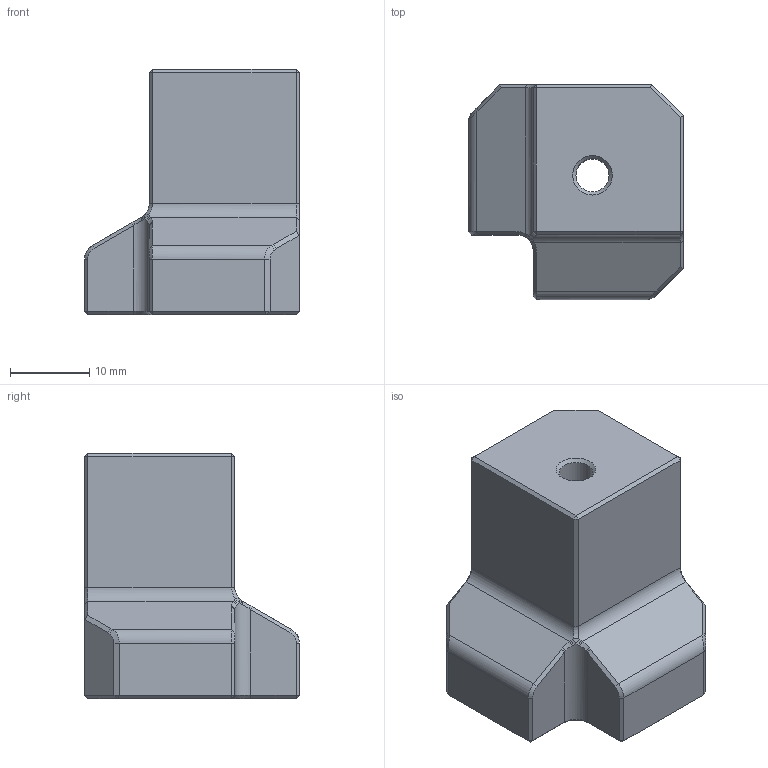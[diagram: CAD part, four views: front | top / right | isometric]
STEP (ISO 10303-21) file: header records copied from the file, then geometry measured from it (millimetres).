
FILE_DESCRIPTION(/* description */ (''),/* implementation_level */ '2;1');
FILE_NAME(/* name */ 'Foot_Front.step',/* time_stamp */ '2021-12-15T17:20:26+01:00',/* author */ (''),/* organization */ (''),/* preprocessor_version */ 'ST-DEVELOPER v18.1',/* originating_system */ 'Autodesk Translation Framework v10.10.0.1391',/* authorisation */ '');
FILE_SCHEMA (('AUTOMOTIVE_DESIGN { 1 0 10303 214 3 1 1 }'));
Length unit declared in the file: millimetre
Products named in the file (1): Foot_Front
Bounding box: 27.17 x 27.17 x 31 mm (x, y, z)
Volume: 13622.7 mm3; surface area: 4039.1 mm2
Topology: 1 solids, 1 shells, 76 faces, 170 edges, 96 vertices
Faces by surface type: plane 50, bspline 13, cone 7, cylinder 6
Full cylindrical faces by diameter (mm): 4.2 x1
Entity records: 2243 total; most frequent: CARTESIAN_POINT 628, ORIENTED_EDGE 340, DIRECTION 286, EDGE_CURVE 170, LINE 130, VECTOR 130, VERTEX_POINT 96, EDGE_LOOP 78
